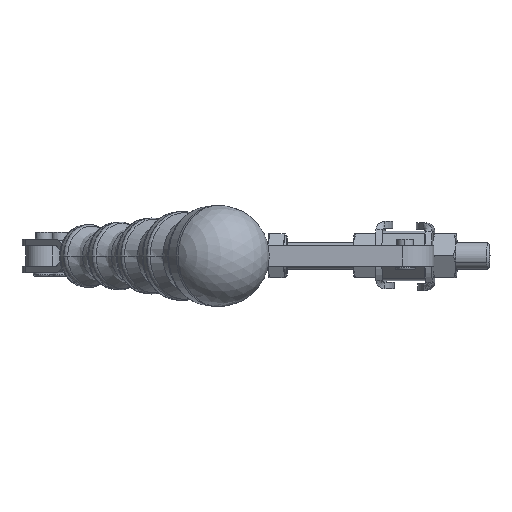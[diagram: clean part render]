
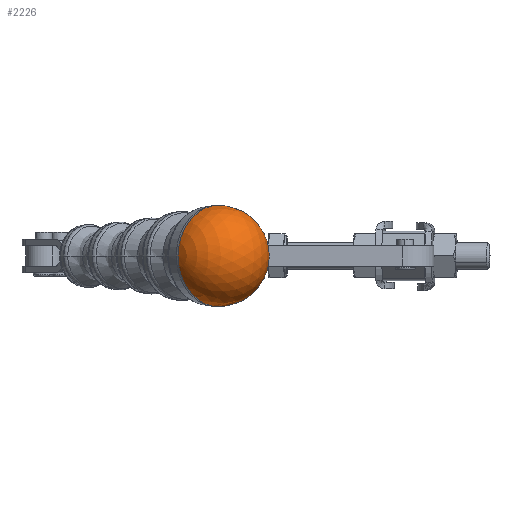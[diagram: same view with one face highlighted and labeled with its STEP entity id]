
A CAD part, left-side view. The second image highlights one B-rep face of the part: STEP entity #2226.
In plain terms, the highlighted spherical face has radius 15 mm.
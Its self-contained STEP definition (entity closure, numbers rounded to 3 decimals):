
#2210=CARTESIAN_POINT('',(-126.754,-13.19,2.99));
#2211=DIRECTION('',(-0.604,0.797,0.));
#2212=DIRECTION('',(0.0,0.0,-1.0));
#2213=AXIS2_PLACEMENT_3D('',#2210,#2211,#2212);
#2214=SPHERICAL_SURFACE('',#2213,15.);
#2215=CARTESIAN_POINT('',(-126.754,-13.19,17.99));
#2216=VERTEX_POINT('',#2215);
#2217=CARTESIAN_POINT('',(-126.754,-13.19,2.99));
#2218=DIRECTION('',(0.797,0.604,0.0));
#2219=DIRECTION('',(0.0,0.0,-1.0));
#2220=AXIS2_PLACEMENT_3D('',#2217,#2218,#2219);
#2221=CIRCLE('',#2220,15.);
#2222=EDGE_CURVE('',#2216,#2216,#2221,.T.);
#2223=ORIENTED_EDGE('',*,*,#2222,.F.);
#2224=EDGE_LOOP('',(#2223));
#2225=FACE_OUTER_BOUND('',#2224,.T.);
#2226=ADVANCED_FACE('',(#2225),#2214,.T.);
